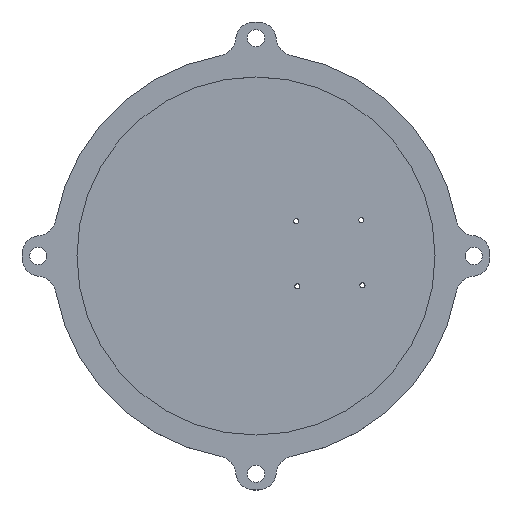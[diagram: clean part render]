
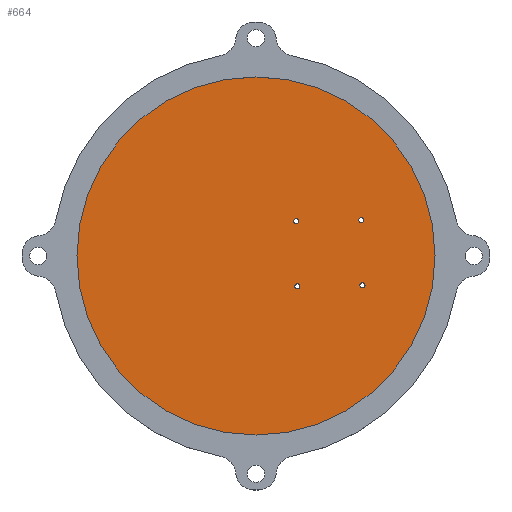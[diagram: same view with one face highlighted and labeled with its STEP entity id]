
A CAD part, top view. The second image highlights one B-rep face of the part: STEP entity #664.
In plain terms, the highlighted planar face has unit normal (0, 0, 1).
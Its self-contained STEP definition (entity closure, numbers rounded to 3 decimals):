
#15=FACE_BOUND('',#80,.T.);
#16=FACE_BOUND('',#81,.T.);
#17=FACE_BOUND('',#82,.T.);
#18=FACE_BOUND('',#83,.T.);
#32=PLANE('',#722);
#43=FACE_OUTER_BOUND('',#79,.T.);
#79=EDGE_LOOP('',(#449));
#80=EDGE_LOOP('',(#450));
#81=EDGE_LOOP('',(#451));
#82=EDGE_LOOP('',(#452));
#83=EDGE_LOOP('',(#453));
#210=CIRCLE('',#711,1.25);
#212=CIRCLE('',#714,1.25);
#214=CIRCLE('',#717,1.25);
#216=CIRCLE('',#720,1.25);
#218=CIRCLE('',#723,88.);
#268=VERTEX_POINT('',#1037);
#270=VERTEX_POINT('',#1043);
#272=VERTEX_POINT('',#1049);
#274=VERTEX_POINT('',#1055);
#276=VERTEX_POINT('',#1061);
#334=EDGE_CURVE('',#268,#268,#210,.T.);
#337=EDGE_CURVE('',#270,#270,#212,.T.);
#340=EDGE_CURVE('',#272,#272,#214,.T.);
#343=EDGE_CURVE('',#274,#274,#216,.T.);
#346=EDGE_CURVE('',#276,#276,#218,.T.);
#449=ORIENTED_EDGE('',*,*,#346,.F.);
#450=ORIENTED_EDGE('',*,*,#334,.T.);
#451=ORIENTED_EDGE('',*,*,#337,.T.);
#452=ORIENTED_EDGE('',*,*,#340,.T.);
#453=ORIENTED_EDGE('',*,*,#343,.T.);
#664=ADVANCED_FACE('',(#43,#15,#16,#17,#18),#32,.F.);
#711=AXIS2_PLACEMENT_3D('',#1038,#808,#809);
#714=AXIS2_PLACEMENT_3D('',#1044,#815,#816);
#717=AXIS2_PLACEMENT_3D('',#1050,#822,#823);
#720=AXIS2_PLACEMENT_3D('',#1056,#829,#830);
#722=AXIS2_PLACEMENT_3D('',#1060,#834,#835);
#723=AXIS2_PLACEMENT_3D('',#1062,#836,#837);
#808=DIRECTION('center_axis',(0.,0.,-1.));
#809=DIRECTION('ref_axis',(-1.,0.,0.));
#815=DIRECTION('center_axis',(0.,0.,-1.));
#816=DIRECTION('ref_axis',(-1.,0.,0.));
#822=DIRECTION('center_axis',(0.,0.,-1.));
#823=DIRECTION('ref_axis',(-1.,0.,0.));
#829=DIRECTION('center_axis',(0.,0.,-1.));
#830=DIRECTION('ref_axis',(-1.,0.,0.));
#834=DIRECTION('center_axis',(0.,0.,-1.));
#835=DIRECTION('ref_axis',(1.,0.,0.));
#836=DIRECTION('center_axis',(0.,0.,-1.));
#837=DIRECTION('ref_axis',(1.,0.,0.));
#1037=CARTESIAN_POINT('',(21.023,17.084,3.));
#1038=CARTESIAN_POINT('Origin',(19.773,17.084,3.));
#1043=CARTESIAN_POINT('',(53.018,17.643,3.));
#1044=CARTESIAN_POINT('Origin',(51.768,17.643,3.));
#1049=CARTESIAN_POINT('',(21.581,-14.911,3.));
#1050=CARTESIAN_POINT('Origin',(20.331,-14.911,3.));
#1055=CARTESIAN_POINT('',(53.577,-14.352,3.));
#1056=CARTESIAN_POINT('Origin',(52.327,-14.352,3.));
#1060=CARTESIAN_POINT('Origin',(0.,0.,3.));
#1061=CARTESIAN_POINT('',(-88.,0.,3.));
#1062=CARTESIAN_POINT('Origin',(0.,0.,3.));
